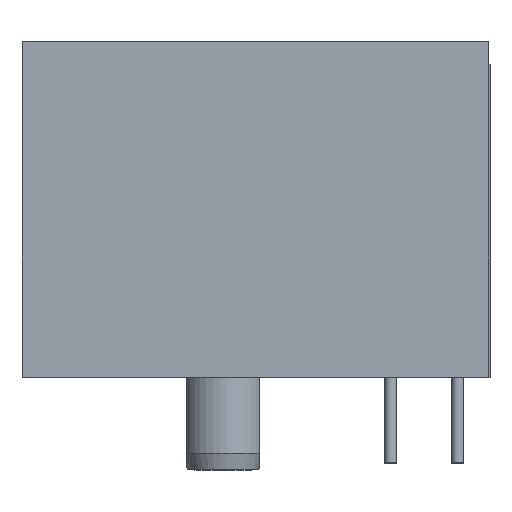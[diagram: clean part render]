
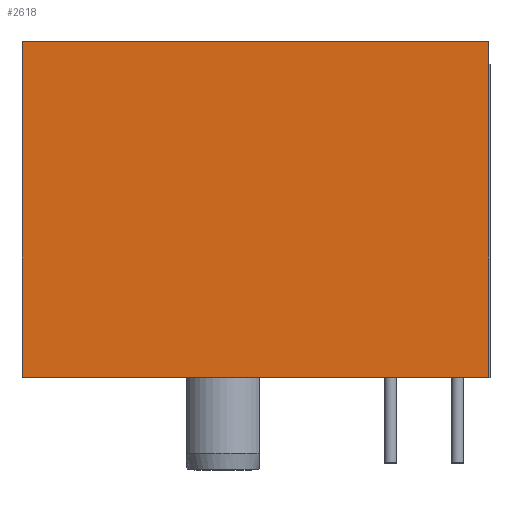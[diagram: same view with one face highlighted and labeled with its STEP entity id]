
A CAD part, top view. The second image highlights one B-rep face of the part: STEP entity #2618.
In plain terms, the highlighted planar face has unit normal (0, 0, 1).
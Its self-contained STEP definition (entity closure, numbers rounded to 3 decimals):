
#21=DIRECTION('',(0.,1.,0.));
#22=VECTOR('',#21,12.7);
#23=CARTESIAN_POINT('',(-0.04,-10.46,7.65));
#24=LINE('3720',#23,#22);
#185=DIRECTION('',(-1.,0.,0.));
#186=VECTOR('',#185,17.7);
#187=CARTESIAN_POINT('',(-0.04,2.24,7.65));
#188=LINE('3729',#187,#186);
#189=DIRECTION('',(-1.,0.,0.));
#190=VECTOR('',#189,17.7);
#191=CARTESIAN_POINT('',(-0.04,-10.46,7.65));
#192=LINE('3728',#191,#190);
#201=DIRECTION('',(0.,1.,0.));
#202=VECTOR('',#201,12.7);
#203=CARTESIAN_POINT('',(-17.74,-10.46,7.65));
#204=LINE('3724',#203,#202);
#1967=CARTESIAN_POINT('',(-0.04,-10.46,7.65));
#1968=CARTESIAN_POINT('',(-0.04,2.24,7.65));
#1969=VERTEX_POINT('',#1967);
#1970=VERTEX_POINT('',#1968);
#1975=CARTESIAN_POINT('',(-17.74,-10.46,7.65));
#1976=VERTEX_POINT('',#1975);
#1977=CARTESIAN_POINT('',(-17.74,2.24,7.65));
#1978=VERTEX_POINT('',#1977);
#2606=CARTESIAN_POINT('',(-0.04,-10.46,7.65));
#2607=DIRECTION('',(0.,0.,1.));
#2608=DIRECTION('',(0.,1.,0.));
#2609=AXIS2_PLACEMENT_3D('',#2606,#2607,#2608);
#2610=PLANE('3638',#2609);
#2611=ORIENTED_EDGE('3720',*,*,#2319,.F.);
#2612=ORIENTED_EDGE('3728',*,*,#2502,.T.);
#2614=ORIENTED_EDGE('3724',*,*,#2613,.T.);
#2615=ORIENTED_EDGE('3729',*,*,#2598,.F.);
#2616=EDGE_LOOP('3638',(#2611,#2612,#2614,#2615));
#2617=FACE_OUTER_BOUND('3638',#2616,.F.);
#2618=ADVANCED_FACE('3638',(#2617),#2610,.T.);
#2319=EDGE_CURVE('3720',#1969,#1970,#24,.T.);
#2502=EDGE_CURVE('3728',#1969,#1976,#192,.T.);
#2598=EDGE_CURVE('3729',#1970,#1978,#188,.T.);
#2613=EDGE_CURVE('3724',#1976,#1978,#204,.T.);
